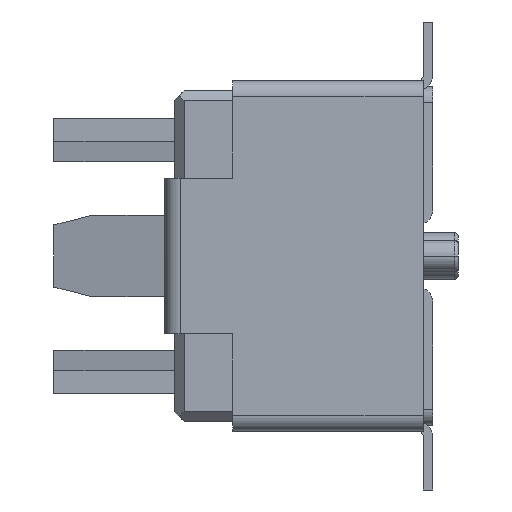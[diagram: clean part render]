
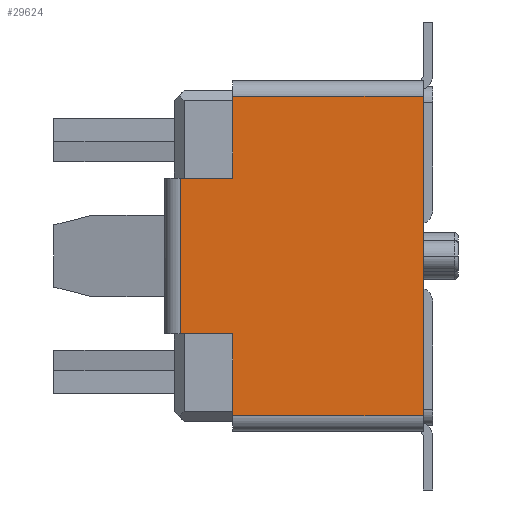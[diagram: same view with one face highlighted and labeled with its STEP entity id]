
A CAD part, left-side view. The second image highlights one B-rep face of the part: STEP entity #29624.
In plain terms, the highlighted planar face has unit normal (-1, 0, 0).
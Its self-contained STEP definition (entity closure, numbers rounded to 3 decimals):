
#634 = VECTOR ( 'NONE', #33905, 1000. ) ;
#1484 = CARTESIAN_POINT ( 'NONE',  ( -14.755, 0., 4.105 ) ) ;
#2952 = CARTESIAN_POINT ( 'NONE',  ( -14.755, 0., -4.105 ) ) ;
#2985 = VECTOR ( 'NONE', #20275, 1000. ) ;
#3177 = ORIENTED_EDGE ( 'NONE', *, *, #19696, .T. ) ;
#3864 = LINE ( 'NONE', #14725, #11696 ) ;
#3936 = VECTOR ( 'NONE', #30692, 1000. ) ;
#4375 = VERTEX_POINT ( 'NONE', #29001 ) ;
#4467 = LINE ( 'NONE', #29401, #31712 ) ;
#4675 = ORIENTED_EDGE ( 'NONE', *, *, #5440, .F. ) ;
#5003 = CARTESIAN_POINT ( 'NONE',  ( -14.755, 4.9, 2. ) ) ;
#5440 = EDGE_CURVE ( 'NONE', #33349, #4375, #22527, .T. ) ;
#5530 = CARTESIAN_POINT ( 'NONE',  ( -14.755, 0., -4.105 ) ) ;
#5626 = LINE ( 'NONE', #2952, #14286 ) ;
#6498 = CARTESIAN_POINT ( 'NONE',  ( -14.755, 4.9, -2. ) ) ;
#7178 = LINE ( 'NONE', #10368, #21223 ) ;
#7708 = VERTEX_POINT ( 'NONE', #13984 ) ;
#8248 = CARTESIAN_POINT ( 'NONE',  ( -14.755, 4.9, -2. ) ) ;
#8454 = LINE ( 'NONE', #33196, #3936 ) ;
#8807 = ORIENTED_EDGE ( 'NONE', *, *, #25744, .T. ) ;
#9501 = PLANE ( 'NONE',  #17063 ) ;
#10368 = CARTESIAN_POINT ( 'NONE',  ( -14.755, 4.9, -2. ) ) ;
#10875 = VERTEX_POINT ( 'NONE', #5530 ) ;
#11696 = VECTOR ( 'NONE', #20788, 1000. ) ;
#11840 = EDGE_CURVE ( 'NONE', #34565, #10875, #4467, .T. ) ;
#12336 = ORIENTED_EDGE ( 'NONE', *, *, #29244, .F. ) ;
#12787 = LINE ( 'NONE', #34328, #2985 ) ;
#13984 = CARTESIAN_POINT ( 'NONE',  ( -14.755, 6.25, 2. ) ) ;
#14286 = VECTOR ( 'NONE', #27530, 1000. ) ;
#14660 = DIRECTION ( 'NONE',  ( 0., 1., 0. ) ) ;
#14725 = CARTESIAN_POINT ( 'NONE',  ( -14.755, 0., 4.105 ) ) ;
#15328 = DIRECTION ( 'NONE',  ( 0., 0., -1. ) ) ;
#15339 = VERTEX_POINT ( 'NONE', #17634 ) ;
#16591 = ORIENTED_EDGE ( 'NONE', *, *, #25179, .F. ) ;
#17063 = AXIS2_PLACEMENT_3D ( 'NONE', #1484, #26243, #14660 ) ;
#17634 = CARTESIAN_POINT ( 'NONE',  ( -14.755, 4.9, -4.105 ) ) ;
#18217 = VERTEX_POINT ( 'NONE', #21965 ) ;
#18323 = VECTOR ( 'NONE', #34905, 1000. ) ;
#19696 = EDGE_CURVE ( 'NONE', #33349, #15339, #7178, .T. ) ;
#19699 = EDGE_LOOP ( 'NONE', ( #16591, #23017, #25150, #23207, #8807, #12336, #4675, #3177 ) ) ;
#20275 = DIRECTION ( 'NONE',  ( 0., 0., -1. ) ) ;
#20788 = DIRECTION ( 'NONE',  ( 0., 1., 0. ) ) ;
#21223 = VECTOR ( 'NONE', #23737, 1000. ) ;
#21836 = CARTESIAN_POINT ( 'NONE',  ( -14.755, 0., 4.105 ) ) ;
#21965 = CARTESIAN_POINT ( 'NONE',  ( -14.755, 4.9, 4.105 ) ) ;
#22527 = LINE ( 'NONE', #6498, #634 ) ;
#22847 = FACE_OUTER_BOUND ( 'NONE', #19699, .T. ) ;
#23017 = ORIENTED_EDGE ( 'NONE', *, *, #11840, .F. ) ;
#23207 = ORIENTED_EDGE ( 'NONE', *, *, #25990, .T. ) ;
#23737 = DIRECTION ( 'NONE',  ( 0., 0., -1. ) ) ;
#24525 = CARTESIAN_POINT ( 'NONE',  ( -14.755, 4.9, 2. ) ) ;
#25150 = ORIENTED_EDGE ( 'NONE', *, *, #34361, .T. ) ;
#25179 = EDGE_CURVE ( 'NONE', #10875, #15339, #5626, .T. ) ;
#25744 = EDGE_CURVE ( 'NONE', #27475, #7708, #29402, .T. ) ;
#25990 = EDGE_CURVE ( 'NONE', #18217, #27475, #12787, .T. ) ;
#26243 = DIRECTION ( 'NONE',  ( 1., 0., 0. ) ) ;
#27475 = VERTEX_POINT ( 'NONE', #24525 ) ;
#27530 = DIRECTION ( 'NONE',  ( 0., 1., 0. ) ) ;
#29001 = CARTESIAN_POINT ( 'NONE',  ( -14.755, 6.25, -2. ) ) ;
#29244 = EDGE_CURVE ( 'NONE', #4375, #7708, #8454, .T. ) ;
#29401 = CARTESIAN_POINT ( 'NONE',  ( -14.755, 0., 4.105 ) ) ;
#29402 = LINE ( 'NONE', #5003, #18323 ) ;
#29624 = ADVANCED_FACE ( 'NONE', ( #22847 ), #9501, .F. ) ;
#30692 = DIRECTION ( 'NONE',  ( 0., 0., 1. ) ) ;
#31712 = VECTOR ( 'NONE', #15328, 1000. ) ;
#33196 = CARTESIAN_POINT ( 'NONE',  ( -14.755, 6.25, -2. ) ) ;
#33349 = VERTEX_POINT ( 'NONE', #8248 ) ;
#33905 = DIRECTION ( 'NONE',  ( 0., 1., 0. ) ) ;
#34328 = CARTESIAN_POINT ( 'NONE',  ( -14.755, 4.9, 4.105 ) ) ;
#34361 = EDGE_CURVE ( 'NONE', #34565, #18217, #3864, .T. ) ;
#34565 = VERTEX_POINT ( 'NONE', #21836 ) ;
#34905 = DIRECTION ( 'NONE',  ( 0., 1., 0. ) ) ;
